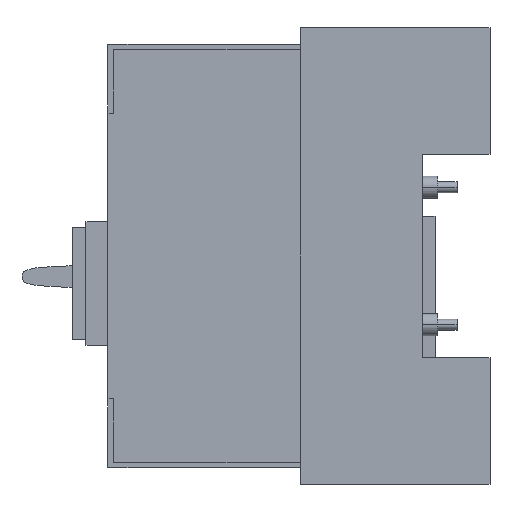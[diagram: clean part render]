
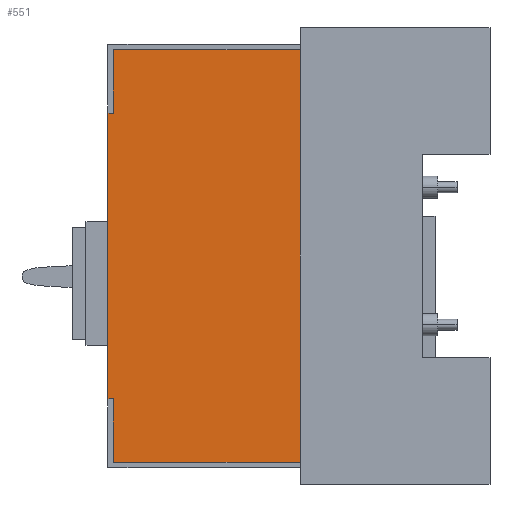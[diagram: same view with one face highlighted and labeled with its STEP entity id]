
A CAD part, left-side view. The second image highlights one B-rep face of the part: STEP entity #551.
In plain terms, the highlighted planar face has unit normal (-1, 0, 0).
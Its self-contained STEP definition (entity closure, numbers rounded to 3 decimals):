
#520=AXIS2_PLACEMENT_3D('Plane Axis2P3D',#517,#518,#519) ;
#297=CARTESIAN_POINT('Vertex',(-52.5,50.,75.)) ;
#302=CARTESIAN_POINT('Line Origine',(-52.5,50.,0.)) ;
#306=CARTESIAN_POINT('Vertex',(-52.5,50.,-75.)) ;
#340=CARTESIAN_POINT('Line Origine',(-52.5,84.,-75.)) ;
#344=CARTESIAN_POINT('Vertex',(-52.5,118.,-75.)) ;
#378=CARTESIAN_POINT('Line Origine',(-52.5,118.,-63.5)) ;
#382=CARTESIAN_POINT('Vertex',(-52.5,118.,-52.)) ;
#415=CARTESIAN_POINT('Vertex',(-52.5,118.,52.)) ;
#420=CARTESIAN_POINT('Line Origine',(-52.5,118.,63.5)) ;
#424=CARTESIAN_POINT('Vertex',(-52.5,118.,75.)) ;
#458=CARTESIAN_POINT('Line Origine',(-52.5,84.,75.)) ;
#517=CARTESIAN_POINT('Axis2P3D Location',(-52.5,0.,0.)) ;
#522=CARTESIAN_POINT('Line Origine',(-52.5,119.,-52.)) ;
#526=CARTESIAN_POINT('Vertex',(-52.5,120.,-52.)) ;
#529=CARTESIAN_POINT('Line Origine',(-52.5,119.,52.)) ;
#533=CARTESIAN_POINT('Vertex',(-52.5,120.,52.)) ;
#536=CARTESIAN_POINT('Line Origine',(-52.5,120.,0.)) ;
#303=DIRECTION('Vector Direction',(0.,0.,-1.)) ;
#341=DIRECTION('Vector Direction',(0.,1.,0.)) ;
#379=DIRECTION('Vector Direction',(0.,0.,-1.)) ;
#421=DIRECTION('Vector Direction',(0.,0.,1.)) ;
#459=DIRECTION('Vector Direction',(0.,1.,0.)) ;
#518=DIRECTION('Axis2P3D Direction',(1.,0.,0.)) ;
#519=DIRECTION('Axis2P3D XDirection',(0.,1.,0.)) ;
#523=DIRECTION('Vector Direction',(0.,-1.,0.)) ;
#530=DIRECTION('Vector Direction',(0.,-1.,0.)) ;
#537=DIRECTION('Vector Direction',(0.,0.,1.)) ;
#304=VECTOR('Line Direction',#303,1.) ;
#342=VECTOR('Line Direction',#341,1.) ;
#380=VECTOR('Line Direction',#379,1.) ;
#422=VECTOR('Line Direction',#421,1.) ;
#460=VECTOR('Line Direction',#459,1.) ;
#524=VECTOR('Line Direction',#523,1.) ;
#531=VECTOR('Line Direction',#530,1.) ;
#538=VECTOR('Line Direction',#537,1.) ;
#542=ORIENTED_EDGE('',*,*,#528,.F.) ;
#543=ORIENTED_EDGE('',*,*,#384,.F.) ;
#544=ORIENTED_EDGE('',*,*,#346,.F.) ;
#545=ORIENTED_EDGE('',*,*,#308,.F.) ;
#546=ORIENTED_EDGE('',*,*,#462,.F.) ;
#547=ORIENTED_EDGE('',*,*,#426,.F.) ;
#548=ORIENTED_EDGE('',*,*,#535,.F.) ;
#549=ORIENTED_EDGE('',*,*,#540,.F.) ;
#551=ADVANCED_FACE('Interruttore base XT3_3p_Plug-in Fixing 50mm (parte mobile)',(#550),#521,.F.) ;
#308=EDGE_CURVE('',#298,#307,#305,.T.) ;
#346=EDGE_CURVE('',#307,#345,#343,.T.) ;
#384=EDGE_CURVE('',#345,#383,#381,.F.) ;
#426=EDGE_CURVE('',#416,#425,#423,.T.) ;
#462=EDGE_CURVE('',#425,#298,#461,.F.) ;
#528=EDGE_CURVE('',#383,#527,#525,.F.) ;
#535=EDGE_CURVE('',#534,#416,#532,.T.) ;
#540=EDGE_CURVE('',#527,#534,#539,.T.) ;
#541=EDGE_LOOP('',(#542,#543,#544,#545,#546,#547,#548,#549)) ;
#550=FACE_OUTER_BOUND('',#541,.T.) ;
#305=LINE('Line',#302,#304) ;
#343=LINE('Line',#340,#342) ;
#381=LINE('Line',#378,#380) ;
#423=LINE('Line',#420,#422) ;
#461=LINE('Line',#458,#460) ;
#525=LINE('Line',#522,#524) ;
#532=LINE('Line',#529,#531) ;
#539=LINE('Line',#536,#538) ;
#521=PLANE('',#520) ;
#298=VERTEX_POINT('',#297) ;
#307=VERTEX_POINT('',#306) ;
#345=VERTEX_POINT('',#344) ;
#383=VERTEX_POINT('',#382) ;
#416=VERTEX_POINT('',#415) ;
#425=VERTEX_POINT('',#424) ;
#527=VERTEX_POINT('',#526) ;
#534=VERTEX_POINT('',#533) ;
